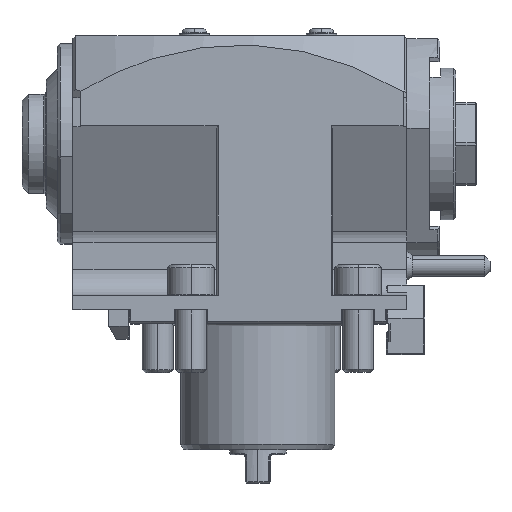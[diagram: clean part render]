
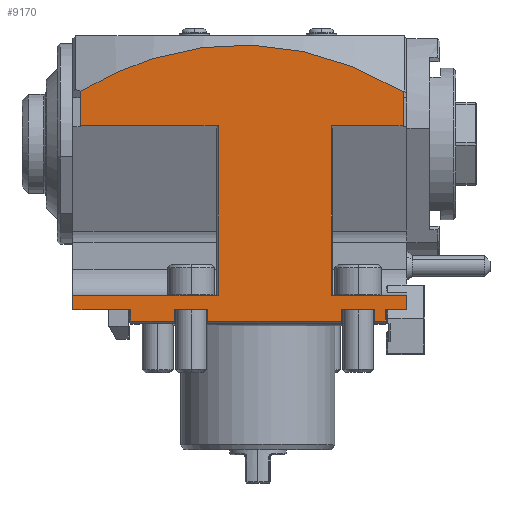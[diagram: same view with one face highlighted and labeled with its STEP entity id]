
A CAD part, top view. The second image highlights one B-rep face of the part: STEP entity #9170.
In plain terms, the highlighted planar face has unit normal (0, 0, 1).
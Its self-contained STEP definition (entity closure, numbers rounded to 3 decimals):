
#280=DIRECTION('',(0.,-1.,0.));
#281=VECTOR('',#280,4.5);
#282=CARTESIAN_POINT('',(-49.5,2.8,45.5));
#283=LINE('',#282,#281);
#284=DIRECTION('',(1.,0.,0.));
#285=VECTOR('',#284,22.5);
#286=CARTESIAN_POINT('',(-72.,2.8,45.5));
#287=LINE('',#286,#285);
#288=DIRECTION('',(0.,1.,0.));
#289=VECTOR('',#288,66.056);
#290=CARTESIAN_POINT('',(-15.5,8.3,45.5));
#291=LINE('',#290,#289);
#292=DIRECTION('',(0.,1.,0.));
#293=VECTOR('',#292,13.326);
#294=CARTESIAN_POINT('',(-69.,74.356,45.5));
#295=LINE('',#294,#293);
#296=CARTESIAN_POINT('',(56.5,87.591,45.5));
#297=CARTESIAN_POINT('',(46.046,93.903,45.5));
#298=CARTESIAN_POINT('',(25.135,102.865,45.5));
#299=CARTESIAN_POINT('',(-6.238,107.202,45.5));
#300=CARTESIAN_POINT('',(-37.615,102.913,45.5));
#301=CARTESIAN_POINT('',(-58.538,93.981,45.5));
#302=CARTESIAN_POINT('',(-69.,87.682,45.5));
#304=DIRECTION('',(0.,-1.,0.));
#305=VECTOR('',#304,13.235);
#306=CARTESIAN_POINT('',(56.5,87.591,45.5));
#307=LINE('',#306,#305);
#308=DIRECTION('',(0.,-1.,0.));
#309=VECTOR('',#308,66.056);
#310=CARTESIAN_POINT('',(28.5,74.356,45.5));
#311=LINE('',#310,#309);
#312=DIRECTION('',(1.,0.,0.));
#313=VECTOR('',#312,8.5);
#314=CARTESIAN_POINT('',(49.5,2.8,45.5));
#315=LINE('',#314,#313);
#316=DIRECTION('',(0.,1.,0.));
#317=VECTOR('',#316,4.5);
#318=CARTESIAN_POINT('',(49.5,-1.7,45.5));
#319=LINE('',#318,#317);
#320=DIRECTION('',(-1.,0.,0.));
#321=VECTOR('',#320,4.);
#322=CARTESIAN_POINT('',(49.5,-1.7,45.5));
#323=LINE('',#322,#321);
#324=DIRECTION('',(0.,1.,0.));
#325=VECTOR('',#324,4.5);
#326=CARTESIAN_POINT('',(45.5,-1.7,45.5));
#327=LINE('',#326,#325);
#328=DIRECTION('',(1.,0.,0.));
#329=VECTOR('',#328,13.);
#330=CARTESIAN_POINT('',(32.5,2.8,45.5));
#331=LINE('',#330,#329);
#332=DIRECTION('',(0.,1.,0.));
#333=VECTOR('',#332,4.5);
#334=CARTESIAN_POINT('',(32.5,-1.7,45.5));
#335=LINE('',#334,#333);
#336=DIRECTION('',(-1.,0.,0.));
#337=VECTOR('',#336,52.);
#338=CARTESIAN_POINT('',(32.5,-1.7,45.5));
#339=LINE('',#338,#337);
#340=DIRECTION('',(0.,1.,0.));
#341=VECTOR('',#340,4.5);
#342=CARTESIAN_POINT('',(-19.5,-1.7,45.5));
#343=LINE('',#342,#341);
#344=DIRECTION('',(1.,0.,0.));
#345=VECTOR('',#344,13.);
#346=CARTESIAN_POINT('',(-32.5,2.8,45.5));
#347=LINE('',#346,#345);
#348=DIRECTION('',(0.,1.,0.));
#349=VECTOR('',#348,4.5);
#350=CARTESIAN_POINT('',(-32.5,-1.7,45.5));
#351=LINE('',#350,#349);
#352=DIRECTION('',(-1.,0.,0.));
#353=VECTOR('',#352,17.);
#354=CARTESIAN_POINT('',(-32.5,-1.7,45.5));
#355=LINE('',#354,#353);
#381=DIRECTION('',(0.,1.,0.));
#382=VECTOR('',#381,5.5);
#383=CARTESIAN_POINT('',(-72.,2.8,45.5));
#384=LINE('',#383,#382);
#456=DIRECTION('',(1.,0.,0.));
#457=VECTOR('',#456,53.5);
#458=CARTESIAN_POINT('',(-69.,74.356,45.5));
#459=LINE('',#458,#457);
#472=DIRECTION('',(1.,0.,0.));
#473=VECTOR('',#472,56.5);
#474=CARTESIAN_POINT('',(-72.,8.3,45.5));
#475=LINE('',#474,#473);
#553=CARTESIAN_POINT('',(-69.,87.682,45.5));
#1021=DIRECTION('',(0.,1.,0.));
#1022=VECTOR('',#1021,5.5);
#1023=CARTESIAN_POINT('',(58.,2.8,45.5));
#1024=LINE('',#1023,#1022);
#1034=DIRECTION('',(1.,0.,0.));
#1035=VECTOR('',#1034,29.5);
#1036=CARTESIAN_POINT('',(28.5,8.3,45.5));
#1037=LINE('',#1036,#1035);
#1084=DIRECTION('',(1.,0.,0.));
#1085=VECTOR('',#1084,28.);
#1086=CARTESIAN_POINT('',(28.5,74.356,45.5));
#1087=LINE('',#1086,#1085);
#7163=CARTESIAN_POINT('',(49.5,-1.7,45.5));
#7164=CARTESIAN_POINT('',(45.5,-1.7,45.5));
#7165=VERTEX_POINT('',#7163);
#7166=VERTEX_POINT('',#7164);
#7167=CARTESIAN_POINT('',(32.5,-1.7,45.5));
#7168=CARTESIAN_POINT('',(-19.5,-1.7,45.5));
#7169=VERTEX_POINT('',#7167);
#7170=VERTEX_POINT('',#7168);
#7171=CARTESIAN_POINT('',(-32.5,-1.7,45.5));
#7172=CARTESIAN_POINT('',(-49.5,-1.7,45.5));
#7173=VERTEX_POINT('',#7171);
#7174=VERTEX_POINT('',#7172);
#7192=VERTEX_POINT('',#553);
#7193=CARTESIAN_POINT('',(-69.,74.356,45.5));
#7194=VERTEX_POINT('',#7193);
#7197=CARTESIAN_POINT('',(56.5,87.591,45.5));
#7198=CARTESIAN_POINT('',(56.5,74.356,45.5));
#7199=VERTEX_POINT('',#7197);
#7200=VERTEX_POINT('',#7198);
#7414=CARTESIAN_POINT('',(28.5,74.356,45.5));
#7415=VERTEX_POINT('',#7414);
#7416=CARTESIAN_POINT('',(-15.5,74.356,45.5));
#7417=VERTEX_POINT('',#7416);
#8468=CARTESIAN_POINT('',(-72.,2.8,45.5));
#8470=VERTEX_POINT('',#8468);
#8471=CARTESIAN_POINT('',(-72.,8.3,45.5));
#8472=VERTEX_POINT('',#8471);
#8495=CARTESIAN_POINT('',(58.,2.8,45.5));
#8496=CARTESIAN_POINT('',(58.,8.3,45.5));
#8497=VERTEX_POINT('',#8495);
#8498=VERTEX_POINT('',#8496);
#8560=CARTESIAN_POINT('',(32.5,2.8,45.5));
#8562=VERTEX_POINT('',#8560);
#8563=CARTESIAN_POINT('',(45.5,2.8,45.5));
#8565=VERTEX_POINT('',#8563);
#8568=CARTESIAN_POINT('',(-32.5,2.8,45.5));
#8570=VERTEX_POINT('',#8568);
#8571=CARTESIAN_POINT('',(-19.5,2.8,45.5));
#8573=VERTEX_POINT('',#8571);
#8635=CARTESIAN_POINT('',(-49.5,2.8,45.5));
#8636=VERTEX_POINT('',#8635);
#8637=CARTESIAN_POINT('',(49.5,2.8,45.5));
#8638=VERTEX_POINT('',#8637);
#8648=CARTESIAN_POINT('',(28.5,8.3,45.5));
#8650=VERTEX_POINT('',#8648);
#8652=CARTESIAN_POINT('',(-15.5,8.3,45.5));
#8654=VERTEX_POINT('',#8652);
#9117=CARTESIAN_POINT('',(-72.,109.3,45.5));
#9118=DIRECTION('',(0.,0.,1.));
#9119=DIRECTION('',(0.,-1.,0.));
#9120=AXIS2_PLACEMENT_3D('',#9117,#9118,#9119);
#9121=PLANE('',#9120);
#9122=ORIENTED_EDGE('',*,*,#9109,.F.);
#9123=ORIENTED_EDGE('',*,*,#9054,.F.);
#9125=ORIENTED_EDGE('',*,*,#9124,.T.);
#9127=ORIENTED_EDGE('',*,*,#9126,.T.);
#9129=ORIENTED_EDGE('',*,*,#9128,.T.);
#9131=ORIENTED_EDGE('',*,*,#9130,.F.);
#9133=ORIENTED_EDGE('',*,*,#9132,.T.);
#9135=ORIENTED_EDGE('',*,*,#9134,.F.);
#9137=ORIENTED_EDGE('',*,*,#9136,.T.);
#9139=ORIENTED_EDGE('',*,*,#9138,.F.);
#9141=ORIENTED_EDGE('',*,*,#9140,.T.);
#9143=ORIENTED_EDGE('',*,*,#9142,.T.);
#9145=ORIENTED_EDGE('',*,*,#9144,.F.);
#9147=ORIENTED_EDGE('',*,*,#9146,.F.);
#9149=ORIENTED_EDGE('',*,*,#9148,.F.);
#9151=ORIENTED_EDGE('',*,*,#9150,.T.);
#9153=ORIENTED_EDGE('',*,*,#9152,.T.);
#9155=ORIENTED_EDGE('',*,*,#9154,.F.);
#9157=ORIENTED_EDGE('',*,*,#9156,.F.);
#9159=ORIENTED_EDGE('',*,*,#9158,.T.);
#9161=ORIENTED_EDGE('',*,*,#9160,.T.);
#9163=ORIENTED_EDGE('',*,*,#9162,.F.);
#9165=ORIENTED_EDGE('',*,*,#9164,.F.);
#9167=ORIENTED_EDGE('',*,*,#9166,.T.);
#9168=EDGE_LOOP('',(#9122,#9123,#9125,#9127,#9129,#9131,#9133,#9135,#9137,#9139,
#9141,#9143,#9145,#9147,#9149,#9151,#9153,#9155,#9157,#9159,#9161,#9163,#9165,
#9167));
#9169=FACE_OUTER_BOUND('',#9168,.F.);
#303=B_SPLINE_CURVE_WITH_KNOTS('',3,(#296,#297,#298,#299,#300,#301,#302),
.UNSPECIFIED.,.F.,.F.,(4,1,1,1,4),(0.,0.25,0.5,0.75,1.),
.UNSPECIFIED.);
#9054=EDGE_CURVE('',#8470,#8636,#287,.T.);
#9109=EDGE_CURVE('',#8636,#7174,#283,.T.);
#9124=EDGE_CURVE('',#8470,#8472,#384,.T.);
#9126=EDGE_CURVE('',#8472,#8654,#475,.T.);
#9128=EDGE_CURVE('',#8654,#7417,#291,.T.);
#9130=EDGE_CURVE('',#7194,#7417,#459,.T.);
#9132=EDGE_CURVE('',#7194,#7192,#295,.T.);
#9134=EDGE_CURVE('',#7199,#7192,#303,.T.);
#9136=EDGE_CURVE('',#7199,#7200,#307,.T.);
#9138=EDGE_CURVE('',#7415,#7200,#1087,.T.);
#9140=EDGE_CURVE('',#7415,#8650,#311,.T.);
#9142=EDGE_CURVE('',#8650,#8498,#1037,.T.);
#9144=EDGE_CURVE('',#8497,#8498,#1024,.T.);
#9146=EDGE_CURVE('',#8638,#8497,#315,.T.);
#9148=EDGE_CURVE('',#7165,#8638,#319,.T.);
#9150=EDGE_CURVE('',#7165,#7166,#323,.T.);
#9152=EDGE_CURVE('',#7166,#8565,#327,.T.);
#9154=EDGE_CURVE('',#8562,#8565,#331,.T.);
#9156=EDGE_CURVE('',#7169,#8562,#335,.T.);
#9158=EDGE_CURVE('',#7169,#7170,#339,.T.);
#9160=EDGE_CURVE('',#7170,#8573,#343,.T.);
#9162=EDGE_CURVE('',#8570,#8573,#347,.T.);
#9164=EDGE_CURVE('',#7173,#8570,#351,.T.);
#9166=EDGE_CURVE('',#7173,#7174,#355,.T.);
#9170=ADVANCED_FACE('',(#9169),#9121,.T.);
